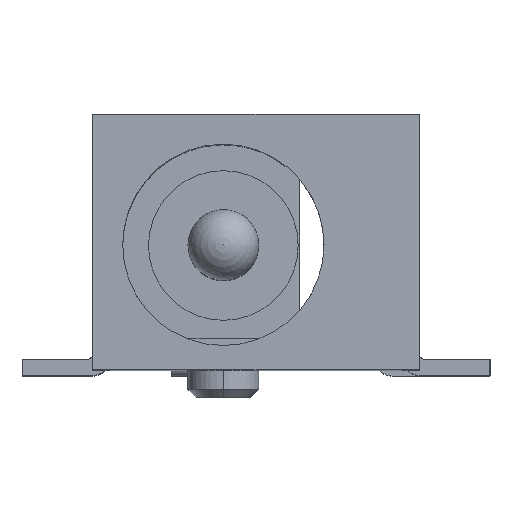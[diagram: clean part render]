
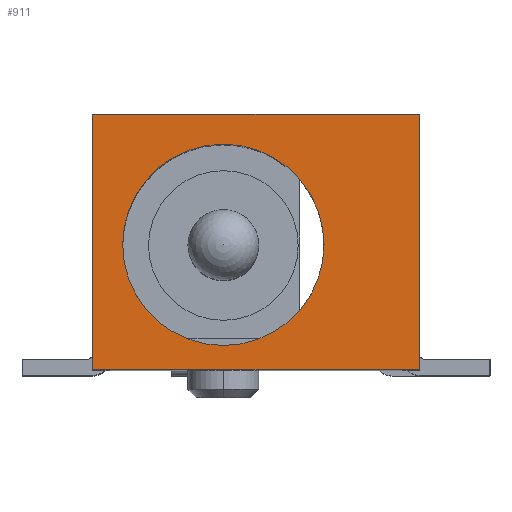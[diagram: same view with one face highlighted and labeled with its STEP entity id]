
A CAD part, top view. The second image highlights one B-rep face of the part: STEP entity #911.
In plain terms, the highlighted planar face has unit normal (0, 0, 1).
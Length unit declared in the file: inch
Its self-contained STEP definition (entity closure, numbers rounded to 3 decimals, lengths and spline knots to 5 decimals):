
#228 = CARTESIAN_POINT ( 'NONE',  ( -0.09449, -0.09055, 0. ) ) ;
#471 = DIRECTION ( 'NONE',  ( 0., 0., 1. ) ) ;
#591 = EDGE_CURVE ( 'NONE', #1489, #7060, #4552, .T. ) ;
#758 = ORIENTED_EDGE ( 'NONE', *, *, #6434, .F. ) ;
#911 = ADVANCED_FACE ( 'NONE', ( #3205, #9488 ), #7160, .F. ) ;
#955 = VERTEX_POINT ( 'NONE', #5118 ) ;
#1102 = EDGE_CURVE ( 'NONE', #7060, #3170, #1728, .T. ) ;
#1182 = AXIS2_PLACEMENT_3D ( 'NONE', #6698, #3583, #1961 ) ;
#1260 = CIRCLE ( 'NONE', #1591, 0.07283 ) ;
#1489 = VERTEX_POINT ( 'NONE', #6067 ) ;
#1591 = AXIS2_PLACEMENT_3D ( 'NONE', #4042, #471, #5692 ) ;
#1722 = AXIS2_PLACEMENT_3D ( 'NONE', #2633, #4962, #1924 ) ;
#1728 = LINE ( 'NONE', #228, #9034 ) ;
#1924 = DIRECTION ( 'NONE',  ( -1., 0., 0. ) ) ;
#1961 = DIRECTION ( 'NONE',  ( 1., 0., 0. ) ) ;
#2130 = DIRECTION ( 'NONE',  ( 1., 0., 0. ) ) ;
#2313 = CARTESIAN_POINT ( 'NONE',  ( -0.09449, 0.09449, 0. ) ) ;
#2334 = CARTESIAN_POINT ( 'NONE',  ( -0.09449, -0.09055, 0. ) ) ;
#2418 = VECTOR ( 'NONE', #2130, 39.37008 ) ;
#2633 = CARTESIAN_POINT ( 'NONE',  ( -0.09449, 0.09449, 0. ) ) ;
#3078 = EDGE_CURVE ( 'NONE', #3170, #9775, #4378, .T. ) ;
#3170 = VERTEX_POINT ( 'NONE', #2334 ) ;
#3205 = FACE_BOUND ( 'NONE', #6017, .T. ) ;
#3583 = DIRECTION ( 'NONE',  ( 0., 0., 1. ) ) ;
#3629 = DIRECTION ( 'NONE',  ( -1., 0., 0. ) ) ;
#3709 = CARTESIAN_POINT ( 'NONE',  ( 0.14173, -0.09055, 0. ) ) ;
#4042 = CARTESIAN_POINT ( 'NONE',  ( 0., 0., 0. ) ) ;
#4110 = VERTEX_POINT ( 'NONE', #9609 ) ;
#4326 = CARTESIAN_POINT ( 'NONE',  ( -0.09449, -0.09055, 0. ) ) ;
#4378 = LINE ( 'NONE', #4326, #2418 ) ;
#4552 = LINE ( 'NONE', #2313, #5205 ) ;
#4726 = EDGE_CURVE ( 'NONE', #4110, #955, #5492, .T. ) ;
#4840 = ORIENTED_EDGE ( 'NONE', *, *, #4726, .F. ) ;
#4962 = DIRECTION ( 'NONE',  ( 0., 0., -1. ) ) ;
#5020 = EDGE_CURVE ( 'NONE', #9775, #1489, #9839, .T. ) ;
#5029 = ORIENTED_EDGE ( 'NONE', *, *, #3078, .T. ) ;
#5118 = CARTESIAN_POINT ( 'NONE',  ( 0.07283, 0., 0. ) ) ;
#5205 = VECTOR ( 'NONE', #3629, 39.37008 ) ;
#5492 = CIRCLE ( 'NONE', #1182, 0.07283 ) ;
#5692 = DIRECTION ( 'NONE',  ( 1., 0., 0. ) ) ;
#6017 = EDGE_LOOP ( 'NONE', ( #758, #4840 ) ) ;
#6067 = CARTESIAN_POINT ( 'NONE',  ( 0.14173, 0.09449, 0. ) ) ;
#6426 = VECTOR ( 'NONE', #6780, 39.37008 ) ;
#6434 = EDGE_CURVE ( 'NONE', #955, #4110, #1260, .T. ) ;
#6698 = CARTESIAN_POINT ( 'NONE',  ( 0., 0., 0. ) ) ;
#6780 = DIRECTION ( 'NONE',  ( 0., 1., 0. ) ) ;
#6988 = ORIENTED_EDGE ( 'NONE', *, *, #591, .T. ) ;
#7060 = VERTEX_POINT ( 'NONE', #8114 ) ;
#7160 = PLANE ( 'NONE',  #1722 ) ;
#7654 = CARTESIAN_POINT ( 'NONE',  ( 0.14173, -0.09055, 0. ) ) ;
#8114 = CARTESIAN_POINT ( 'NONE',  ( -0.09449, 0.09449, 0. ) ) ;
#8690 = DIRECTION ( 'NONE',  ( 0., -1., 0. ) ) ;
#8802 = EDGE_LOOP ( 'NONE', ( #8819, #5029, #9689, #6988 ) ) ;
#8819 = ORIENTED_EDGE ( 'NONE', *, *, #1102, .T. ) ;
#9034 = VECTOR ( 'NONE', #8690, 39.37008 ) ;
#9488 = FACE_OUTER_BOUND ( 'NONE', #8802, .T. ) ;
#9609 = CARTESIAN_POINT ( 'NONE',  ( -0.07283, 0., 0. ) ) ;
#9689 = ORIENTED_EDGE ( 'NONE', *, *, #5020, .T. ) ;
#9775 = VERTEX_POINT ( 'NONE', #7654 ) ;
#9839 = LINE ( 'NONE', #3709, #6426 ) ;
